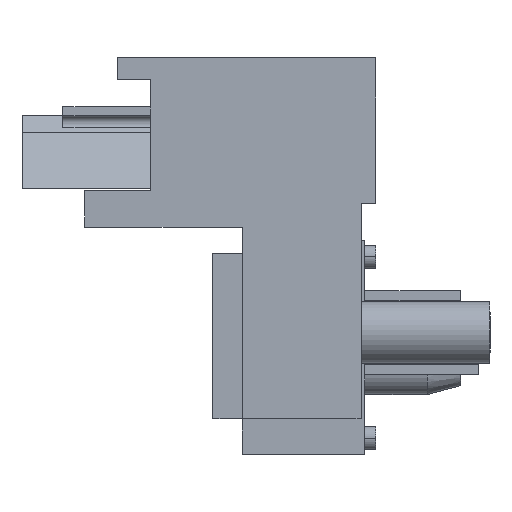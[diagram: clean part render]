
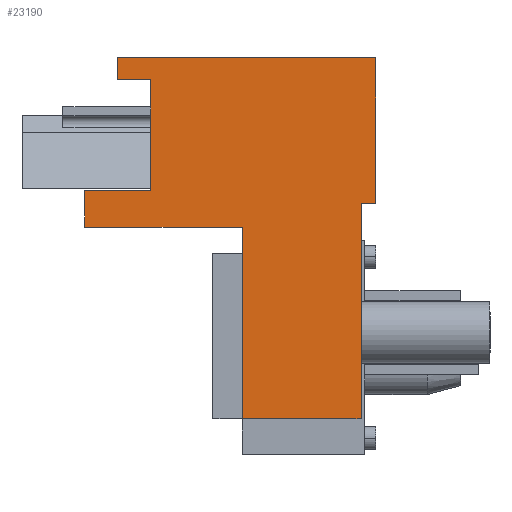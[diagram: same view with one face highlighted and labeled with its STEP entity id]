
A CAD part, left-side view. The second image highlights one B-rep face of the part: STEP entity #23190.
In plain terms, the highlighted planar face has unit normal (-1, 0, 0).
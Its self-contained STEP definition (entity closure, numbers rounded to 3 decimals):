
#72=DIRECTION('',(0.,0.,-1.));
#73=VECTOR('',#72,0.198);
#74=CARTESIAN_POINT('',(-2.27,-0.02,0.373));
#75=LINE('',#74,#73);
#76=DIRECTION('',(0.,1.,0.));
#77=VECTOR('',#76,0.02);
#78=CARTESIAN_POINT('',(-2.27,-0.02,0.175));
#79=LINE('',#78,#77);
#80=DIRECTION('',(0.,0.,-1.));
#81=VECTOR('',#80,0.292);
#82=CARTESIAN_POINT('',(-2.27,0.,0.175));
#83=LINE('',#82,#81);
#84=DIRECTION('',(0.,1.,0.));
#85=VECTOR('',#84,0.161);
#86=CARTESIAN_POINT('',(-2.27,0.,-0.117));
#87=LINE('',#86,#85);
#88=DIRECTION('',(0.,0.,1.));
#89=VECTOR('',#88,0.26);
#90=CARTESIAN_POINT('',(-2.27,0.161,-0.117));
#91=LINE('',#90,#89);
#92=DIRECTION('',(0.,1.,0.));
#93=VECTOR('',#92,0.214);
#94=CARTESIAN_POINT('',(-2.27,0.161,0.143));
#95=LINE('',#94,#93);
#96=DIRECTION('',(0.,0.,1.));
#97=VECTOR('',#96,0.05);
#98=CARTESIAN_POINT('',(-2.27,0.375,0.143));
#99=LINE('',#98,#97);
#100=DIRECTION('',(0.,-1.,0.));
#101=VECTOR('',#100,0.09);
#102=CARTESIAN_POINT('',(-2.27,0.375,0.193));
#103=LINE('',#102,#101);
#104=DIRECTION('',(0.,0.,1.));
#105=VECTOR('',#104,0.15);
#106=CARTESIAN_POINT('',(-2.27,0.285,0.193));
#107=LINE('',#106,#105);
#108=DIRECTION('',(0.,1.,0.));
#109=VECTOR('',#108,0.045);
#110=CARTESIAN_POINT('',(-2.27,0.285,0.343));
#111=LINE('',#110,#109);
#112=DIRECTION('',(0.,0.,1.));
#113=VECTOR('',#112,0.03);
#114=CARTESIAN_POINT('',(-2.27,0.33,0.343));
#115=LINE('',#114,#113);
#116=DIRECTION('',(0.,-1.,0.));
#117=VECTOR('',#116,0.35);
#118=CARTESIAN_POINT('',(-2.27,0.33,0.373));
#119=LINE('',#118,#117);
#17629=CARTESIAN_POINT('',(-2.27,-0.02,0.373));
#17630=CARTESIAN_POINT('',(-2.27,-0.02,0.175));
#17631=VERTEX_POINT('',#17629);
#17632=VERTEX_POINT('',#17630);
#17633=CARTESIAN_POINT('',(-2.27,0.,0.175));
#17634=VERTEX_POINT('',#17633);
#17635=CARTESIAN_POINT('',(-2.27,0.,-0.117));
#17636=VERTEX_POINT('',#17635);
#17637=CARTESIAN_POINT('',(-2.27,0.161,-0.117));
#17638=VERTEX_POINT('',#17637);
#17639=CARTESIAN_POINT('',(-2.27,0.161,0.143));
#17640=VERTEX_POINT('',#17639);
#17641=CARTESIAN_POINT('',(-2.27,0.375,0.143));
#17642=VERTEX_POINT('',#17641);
#17643=CARTESIAN_POINT('',(-2.27,0.375,0.193));
#17644=VERTEX_POINT('',#17643);
#17645=CARTESIAN_POINT('',(-2.27,0.285,0.193));
#17646=VERTEX_POINT('',#17645);
#17647=CARTESIAN_POINT('',(-2.27,0.285,0.343));
#17648=VERTEX_POINT('',#17647);
#17649=CARTESIAN_POINT('',(-2.27,0.33,0.343));
#17650=VERTEX_POINT('',#17649);
#17651=CARTESIAN_POINT('',(-2.27,0.33,0.373));
#17652=VERTEX_POINT('',#17651);
#23159=CARTESIAN_POINT('',(-2.27,0.,0.));
#23160=DIRECTION('',(1.,0.,0.));
#23161=DIRECTION('',(0.,0.,-1.));
#23162=AXIS2_PLACEMENT_3D('',#23159,#23160,#23161);
#23163=PLANE('',#23162);
#23165=ORIENTED_EDGE('',*,*,#23164,.T.);
#23167=ORIENTED_EDGE('',*,*,#23166,.T.);
#23169=ORIENTED_EDGE('',*,*,#23168,.T.);
#23171=ORIENTED_EDGE('',*,*,#23170,.T.);
#23173=ORIENTED_EDGE('',*,*,#23172,.T.);
#23175=ORIENTED_EDGE('',*,*,#23174,.T.);
#23177=ORIENTED_EDGE('',*,*,#23176,.T.);
#23179=ORIENTED_EDGE('',*,*,#23178,.T.);
#23181=ORIENTED_EDGE('',*,*,#23180,.T.);
#23183=ORIENTED_EDGE('',*,*,#23182,.T.);
#23185=ORIENTED_EDGE('',*,*,#23184,.T.);
#23187=ORIENTED_EDGE('',*,*,#23186,.T.);
#23188=EDGE_LOOP('',(#23165,#23167,#23169,#23171,#23173,#23175,#23177,#23179,
#23181,#23183,#23185,#23187));
#23189=FACE_OUTER_BOUND('',#23188,.F.);
#23190=ADVANCED_FACE('',(#23189),#23163,.F.);
#23164=EDGE_CURVE('',#17631,#17632,#75,.T.);
#23166=EDGE_CURVE('',#17632,#17634,#79,.T.);
#23168=EDGE_CURVE('',#17634,#17636,#83,.T.);
#23170=EDGE_CURVE('',#17636,#17638,#87,.T.);
#23172=EDGE_CURVE('',#17638,#17640,#91,.T.);
#23174=EDGE_CURVE('',#17640,#17642,#95,.T.);
#23176=EDGE_CURVE('',#17642,#17644,#99,.T.);
#23178=EDGE_CURVE('',#17644,#17646,#103,.T.);
#23180=EDGE_CURVE('',#17646,#17648,#107,.T.);
#23182=EDGE_CURVE('',#17648,#17650,#111,.T.);
#23184=EDGE_CURVE('',#17650,#17652,#115,.T.);
#23186=EDGE_CURVE('',#17652,#17631,#119,.T.);
